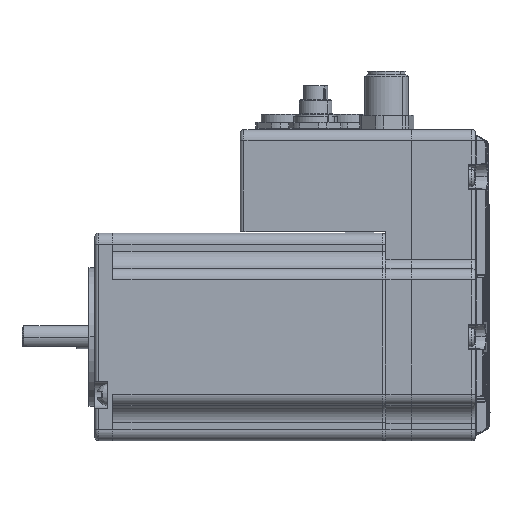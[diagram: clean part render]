
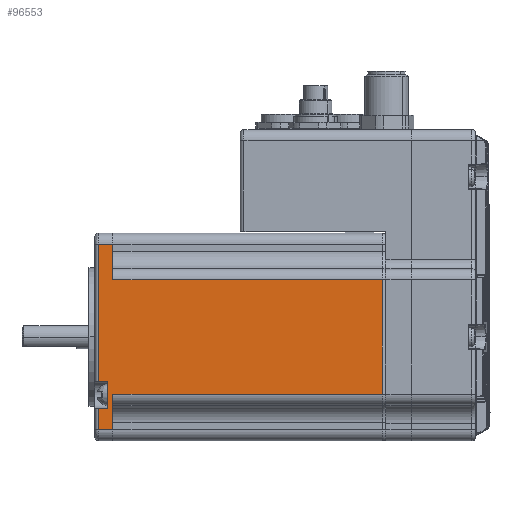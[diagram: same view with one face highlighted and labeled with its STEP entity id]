
A CAD part, top view. The second image highlights one B-rep face of the part: STEP entity #96553.
In plain terms, the highlighted face is planar.
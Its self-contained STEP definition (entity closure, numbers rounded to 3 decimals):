
#326 = CARTESIAN_POINT ( 'NONE',  ( -36.289, -133.973, -98. ) ) ;
#2949 = VERTEX_POINT ( 'NONE', #42394 ) ;
#3698 = ORIENTED_EDGE ( 'NONE', *, *, #39741, .T. ) ;
#4576 = VECTOR ( 'NONE', #32468, 1000. ) ;
#5199 = EDGE_CURVE ( 'NONE', #27787, #66063, #87166, .T. ) ;
#5910 = CARTESIAN_POINT ( 'NONE',  ( -36.289, -121.243, -24. ) ) ;
#6574 = CARTESIAN_POINT ( 'NONE',  ( -36.289, -121.243, -24. ) ) ;
#7658 = VECTOR ( 'NONE', #54544, 1000. ) ;
#9290 = CARTESIAN_POINT ( 'NONE',  ( -36.289, -130.143, -100. ) ) ;
#10828 = VECTOR ( 'NONE', #15866, 1000. ) ;
#11763 = CARTESIAN_POINT ( 'NONE',  ( -36.289, -137.543, -100. ) ) ;
#12200 = VECTOR ( 'NONE', #56870, 1000. ) ;
#12505 = VECTOR ( 'NONE', #72787, 1000. ) ;
#13120 = CARTESIAN_POINT ( 'NONE',  ( -36.289, -124.243, -20. ) ) ;
#13557 = CARTESIAN_POINT ( 'NONE',  ( -36.289, -124.243, -100. ) ) ;
#13954 = DIRECTION ( 'NONE',  ( 0., 0., -1. ) ) ;
#14336 = CARTESIAN_POINT ( 'NONE',  ( -36.289, -121.243, -20. ) ) ;
#14643 = VECTOR ( 'NONE', #40176, 1000. ) ;
#15866 = DIRECTION ( 'NONE',  ( 0., -1., 0. ) ) ;
#16340 = CARTESIAN_POINT ( 'NONE',  ( -36.289, -130.143, -20. ) ) ;
#17567 = VECTOR ( 'NONE', #75351, 1000. ) ;
#17934 = EDGE_CURVE ( 'NONE', #29713, #76491, #36362, .T. ) ;
#19143 = ORIENTED_EDGE ( 'NONE', *, *, #5199, .T. ) ;
#21764 = ORIENTED_EDGE ( 'NONE', *, *, #41716, .T. ) ;
#26501 = LINE ( 'NONE', #5910, #10828 ) ;
#27350 = VECTOR ( 'NONE', #13954, 1000. ) ;
#27787 = VERTEX_POINT ( 'NONE', #16340 ) ;
#28191 = ORIENTED_EDGE ( 'NONE', *, *, #83734, .T. ) ;
#29308 = CARTESIAN_POINT ( 'NONE',  ( -36.289, -133.973, -100. ) ) ;
#29713 = VERTEX_POINT ( 'NONE', #68264 ) ;
#30179 = CARTESIAN_POINT ( 'NONE',  ( -36.289, -165.513, -24. ) ) ;
#32468 = DIRECTION ( 'NONE',  ( 0., -1., 0. ) ) ;
#35249 = CARTESIAN_POINT ( 'NONE',  ( -36.289, -121.243, -98. ) ) ;
#36362 = LINE ( 'NONE', #67263, #12200 ) ;
#36408 = DIRECTION ( 'NONE',  ( 0., -1., 0. ) ) ;
#37015 = CARTESIAN_POINT ( 'NONE',  ( -36.289, -175.243, -100. ) ) ;
#38217 = EDGE_CURVE ( 'NONE', #2949, #98287, #26501, .T. ) ;
#39741 = EDGE_CURVE ( 'NONE', #93379, #27787, #55935, .T. ) ;
#40176 = DIRECTION ( 'NONE',  ( 0., 1., 0. ) ) ;
#40415 = CARTESIAN_POINT ( 'NONE',  ( -36.289, -121.243, -100. ) ) ;
#41716 = EDGE_CURVE ( 'NONE', #102169, #93379, #45594, .T. ) ;
#42394 = CARTESIAN_POINT ( 'NONE',  ( -36.289, -124.243, -24. ) ) ;
#43886 = FACE_OUTER_BOUND ( 'NONE', #64186, .T. ) ;
#45221 = VERTEX_POINT ( 'NONE', #77485 ) ;
#45594 = LINE ( 'NONE', #95034, #66965 ) ;
#46368 = CARTESIAN_POINT ( 'NONE',  ( -36.289, -133.973, -24. ) ) ;
#47513 = DIRECTION ( 'NONE',  ( 0., 0., 1. ) ) ;
#49515 = DIRECTION ( 'NONE',  ( 0., 0., 1. ) ) ;
#50174 = LINE ( 'NONE', #29308, #61598 ) ;
#53084 = EDGE_CURVE ( 'NONE', #66063, #2949, #59971, .T. ) ;
#54544 = DIRECTION ( 'NONE',  ( 0., 0., 1. ) ) ;
#55323 = ORIENTED_EDGE ( 'NONE', *, *, #53084, .T. ) ;
#55935 = LINE ( 'NONE', #9290, #7658 ) ;
#55988 = VECTOR ( 'NONE', #36408, 1000. ) ;
#56296 = ORIENTED_EDGE ( 'NONE', *, *, #81587, .T. ) ;
#56320 = CARTESIAN_POINT ( 'NONE',  ( -36.289, -175.243, -24. ) ) ;
#56870 = DIRECTION ( 'NONE',  ( 0., 1., 0. ) ) ;
#56997 = AXIS2_PLACEMENT_3D ( 'NONE', #40415, #103974, #49515 ) ;
#57178 = ORIENTED_EDGE ( 'NONE', *, *, #118034, .T. ) ;
#59971 = LINE ( 'NONE', #13557, #27350 ) ;
#61598 = VECTOR ( 'NONE', #47513, 1000. ) ;
#64186 = EDGE_LOOP ( 'NONE', ( #76818, #28191, #57178, #107867, #56296, #109339, #115621, #21764, #3698, #19143, #55323, #110905 ) ) ;
#66063 = VERTEX_POINT ( 'NONE', #13120 ) ;
#66965 = VECTOR ( 'NONE', #68039, 1000. ) ;
#67263 = CARTESIAN_POINT ( 'NONE',  ( -36.289, -121.243, -20. ) ) ;
#68039 = DIRECTION ( 'NONE',  ( 0., 1., 0. ) ) ;
#68264 = CARTESIAN_POINT ( 'NONE',  ( -36.289, -175.243, -20. ) ) ;
#72787 = DIRECTION ( 'NONE',  ( 0., 0., 1. ) ) ;
#74470 = CARTESIAN_POINT ( 'NONE',  ( -36.289, -130.143, -22.5 ) ) ;
#75351 = DIRECTION ( 'NONE',  ( 0., 0., -1. ) ) ;
#76264 = CARTESIAN_POINT ( 'NONE',  ( -36.289, -137.543, -22.5 ) ) ;
#76491 = VERTEX_POINT ( 'NONE', #106237 ) ;
#76818 = ORIENTED_EDGE ( 'NONE', *, *, #101105, .F. ) ;
#77427 = LINE ( 'NONE', #35249, #55988 ) ;
#77485 = CARTESIAN_POINT ( 'NONE',  ( -36.289, -165.513, -98. ) ) ;
#77973 = LINE ( 'NONE', #37015, #12505 ) ;
#80495 = VERTEX_POINT ( 'NONE', #30179 ) ;
#81587 = EDGE_CURVE ( 'NONE', #112633, #29713, #77973, .T. ) ;
#81617 = LINE ( 'NONE', #94774, #97171 ) ;
#83734 = EDGE_CURVE ( 'NONE', #98097, #45221, #77427, .T. ) ;
#84378 = LINE ( 'NONE', #11763, #17567 ) ;
#85388 = EDGE_CURVE ( 'NONE', #76491, #102169, #84378, .T. ) ;
#86449 = DIRECTION ( 'NONE',  ( 0., 0., 1. ) ) ;
#87166 = LINE ( 'NONE', #14336, #14643 ) ;
#88562 = LINE ( 'NONE', #6574, #4576 ) ;
#93379 = VERTEX_POINT ( 'NONE', #74470 ) ;
#94774 = CARTESIAN_POINT ( 'NONE',  ( -36.289, -165.513, -100. ) ) ;
#94852 = PLANE ( 'NONE',  #56997 ) ;
#95034 = CARTESIAN_POINT ( 'NONE',  ( -36.289, -121.243, -22.5 ) ) ;
#96553 = ADVANCED_FACE ( 'NONE', ( #43886 ), #94852, .T. ) ;
#97171 = VECTOR ( 'NONE', #86449, 1000. ) ;
#98097 = VERTEX_POINT ( 'NONE', #326 ) ;
#98287 = VERTEX_POINT ( 'NONE', #46368 ) ;
#101105 = EDGE_CURVE ( 'NONE', #98097, #98287, #50174, .T. ) ;
#102169 = VERTEX_POINT ( 'NONE', #76264 ) ;
#103974 = DIRECTION ( 'NONE',  ( -1., 0., 0. ) ) ;
#106237 = CARTESIAN_POINT ( 'NONE',  ( -36.289, -137.543, -20. ) ) ;
#107867 = ORIENTED_EDGE ( 'NONE', *, *, #113821, .T. ) ;
#109339 = ORIENTED_EDGE ( 'NONE', *, *, #17934, .T. ) ;
#110905 = ORIENTED_EDGE ( 'NONE', *, *, #38217, .T. ) ;
#112633 = VERTEX_POINT ( 'NONE', #56320 ) ;
#113821 = EDGE_CURVE ( 'NONE', #80495, #112633, #88562, .T. ) ;
#115621 = ORIENTED_EDGE ( 'NONE', *, *, #85388, .T. ) ;
#118034 = EDGE_CURVE ( 'NONE', #45221, #80495, #81617, .T. ) ;
